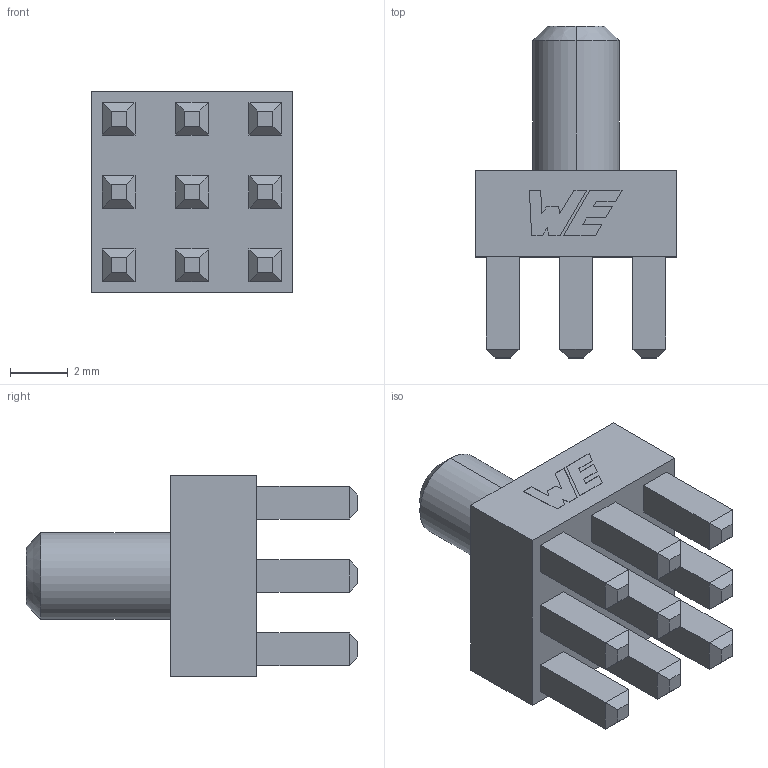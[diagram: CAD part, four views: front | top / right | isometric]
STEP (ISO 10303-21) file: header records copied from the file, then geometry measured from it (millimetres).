
FILE_DESCRIPTION (( 'STEP AP214' ), '1' );
FILE_NAME ('LF992103_66661.STEP', '2021-03-18T13:15:28', ( '' ), ( '' ), 'SwSTEP 2.0', 'SolidWorks 2018', '' );
FILE_SCHEMA (( 'AUTOMOTIVE_DESIGN' ));
Length unit declared in the file: millimetre
Products named in the file (1): LF992103_66661
Bounding box: 7 x 11.5 x 7 mm (x, y, z)
Volume: 220 mm3; surface area: 360.1 mm2
Topology: 1 solids, 1 shells, 119 faces, 277 edges, 172 vertices
Faces by surface type: plane 115, cone 2, cylinder 2
Entity records: 3329 total; most frequent: CARTESIAN_POINT 569, ORIENTED_EDGE 554, DIRECTION 523, EDGE_CURVE 277, VECTOR 271, LINE 271, VERTEX_POINT 172, EDGE_LOOP 131
